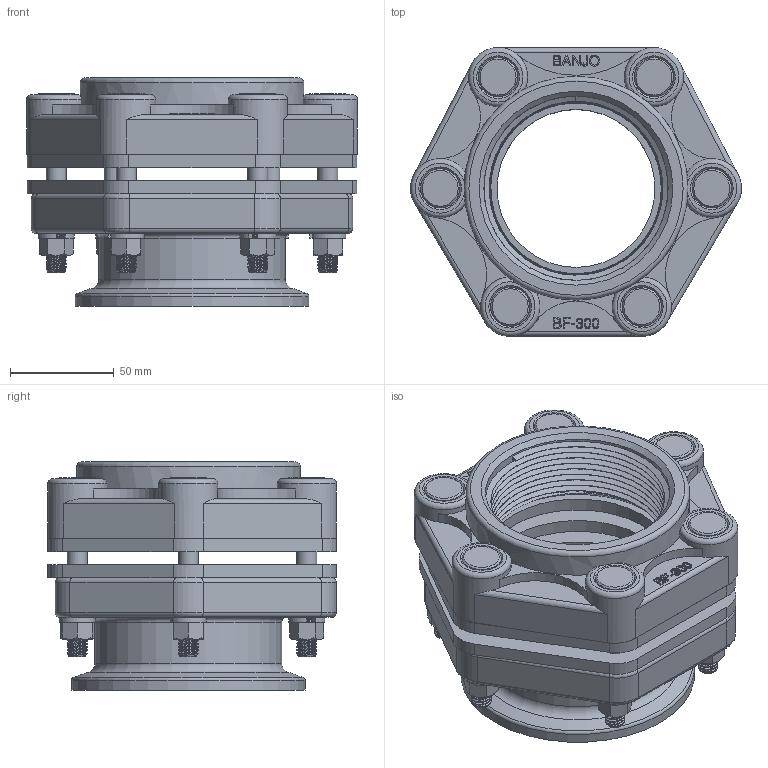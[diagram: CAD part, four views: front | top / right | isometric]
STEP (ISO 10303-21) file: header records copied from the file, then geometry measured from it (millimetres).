
FILE_DESCRIPTION(/* description */ ('3" FLANGE X FEMALE THREAD, EPDM'),/* implementation_level */ '2;1');
FILE_NAME(/* name */ 'MBF300.stp',/* time_stamp */ '2020-04-28T08:48:20-04:00',/* author */ ('MJC'),/* organization */ (''),/* preprocessor_version */ 'ST-DEVELOPER v17.2',/* originating_system */ 'Autodesk Inventor 2019',/* authorisation */ '');
FILE_SCHEMA (('AUTOMOTIVE_DESIGN { 1 0 10303 214 3 1 1 }'));
Length unit declared in the file: inch
Products named in the file (8): MBF300; BF301; BF30178; BF304A; BF300GE; BF306; V20018; V20019
Assembly tree (28 placements, depth 2):
  MBF300
    BF301
    BF30178
    BF304A  x6
    BF300GE  x2
    BF306  x6
    V20018  x6
    V20019  x6
Bounding box: 159.64 x 139.32 x 109.98 mm (x, y, z)
Volume: 768456 mm3; surface area: 213273.3 mm2
Topology: 28 solids, 28 shells, 1480 faces, 3834 edges, 2474 vertices
Faces by surface type: cylinder 470, plane 454, cone 438, bspline 84, torus 28, sphere 6
Full cylindrical faces by diameter (mm): 8.236 x90, 9.525 x90, 10.319 x6, 10.414 x18, 18.161 x6, 18.847 x12, 19.05 x6, 76.2 x1, 86.614 x2, 90.17 x1, 94.615 x1, 94.996 x1, 107.95 x1, 112.776 x1
Entity records: 22630 total; most frequent: CARTESIAN_POINT 7790, ORIENTED_EDGE 3124, DIRECTION 2818, EDGE_CURVE 1562, VERTEX_POINT 1021, AXIS2_PLACEMENT_3D 999, LINE 820, VECTOR 820
